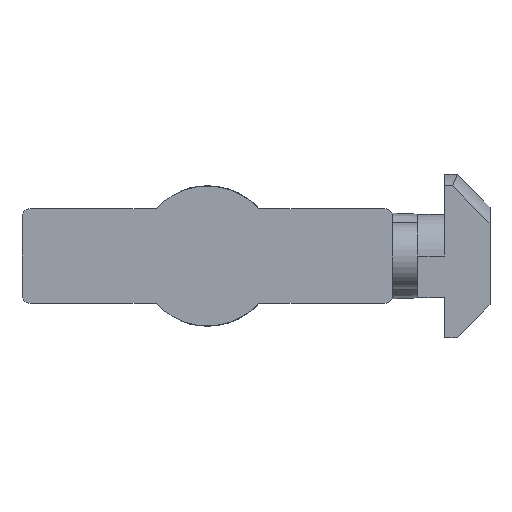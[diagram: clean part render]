
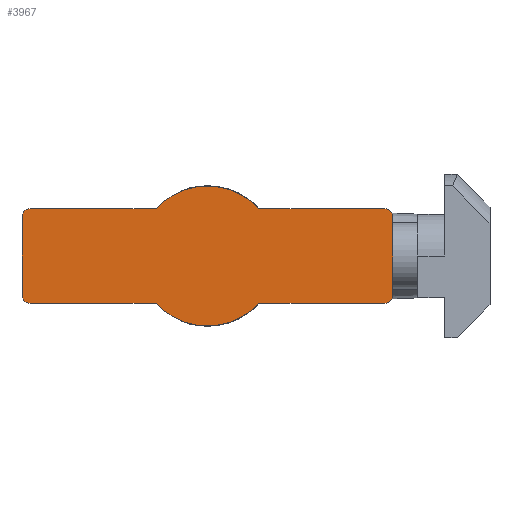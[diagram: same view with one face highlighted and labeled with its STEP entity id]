
A CAD part, front view. The second image highlights one B-rep face of the part: STEP entity #3967.
In plain terms, the highlighted planar face has unit normal (0, -1, 0).
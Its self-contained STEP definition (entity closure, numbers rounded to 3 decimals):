
#167 = LINE ( 'NONE', #1996, #6478 ) ;
#199 = VERTEX_POINT ( 'NONE', #3573 ) ;
#206 = DIRECTION ( 'NONE',  ( 0., 0., 1. ) ) ;
#231 = CARTESIAN_POINT ( 'NONE',  ( -21.3, -20., 4.7 ) ) ;
#365 = CARTESIAN_POINT ( 'NONE',  ( 0., -20., 0. ) ) ;
#473 = DIRECTION ( 'NONE',  ( 0., 1., 0. ) ) ;
#586 = VERTEX_POINT ( 'NONE', #4588 ) ;
#837 = DIRECTION ( 'NONE',  ( -1., 0., 0. ) ) ;
#962 = DIRECTION ( 'NONE',  ( 0., 0., -1. ) ) ;
#1098 = VERTEX_POINT ( 'NONE', #4087 ) ;
#1119 = DIRECTION ( 'NONE',  ( 0., 0., -1. ) ) ;
#1189 = VERTEX_POINT ( 'NONE', #1427 ) ;
#1280 = EDGE_CURVE ( 'NONE', #586, #5951, #3105, .T. ) ;
#1306 = VECTOR ( 'NONE', #837, 1000. ) ;
#1352 = ORIENTED_EDGE ( 'NONE', *, *, #9050, .F. ) ;
#1427 = CARTESIAN_POINT ( 'NONE',  ( 6.17, -20., -5.7 ) ) ;
#1505 = CARTESIAN_POINT ( 'NONE',  ( 0., -20., 0. ) ) ;
#1523 = AXIS2_PLACEMENT_3D ( 'NONE', #3945, #9066, #8327 ) ;
#1934 = CARTESIAN_POINT ( 'NONE',  ( 0., -20., 0. ) ) ;
#1996 = CARTESIAN_POINT ( 'NONE',  ( 0., -20., 5.7 ) ) ;
#2008 = AXIS2_PLACEMENT_3D ( 'NONE', #231, #8203, #962 ) ;
#2117 = ORIENTED_EDGE ( 'NONE', *, *, #7268, .F. ) ;
#2185 = AXIS2_PLACEMENT_3D ( 'NONE', #7673, #8389, #9307 ) ;
#2264 = EDGE_CURVE ( 'NONE', #7868, #1189, #3220, .T. ) ;
#2315 = CARTESIAN_POINT ( 'NONE',  ( -6.17, -20., -5.7 ) ) ;
#2403 = CARTESIAN_POINT ( 'NONE',  ( 0., -20., -5.7 ) ) ;
#2445 = CARTESIAN_POINT ( 'NONE',  ( 22.3, -20., -4.7 ) ) ;
#2547 = DIRECTION ( 'NONE',  ( 0., 0., -1. ) ) ;
#2596 = CARTESIAN_POINT ( 'NONE',  ( -22.3, -20., -4.7 ) ) ;
#2617 = CIRCLE ( 'NONE', #6178, 1. ) ;
#2626 = PLANE ( 'NONE',  #2185 ) ;
#2757 = CARTESIAN_POINT ( 'NONE',  ( -21.3, -20., -5.7 ) ) ;
#2860 = CARTESIAN_POINT ( 'NONE',  ( -22.3, -20., 0. ) ) ;
#3105 = CIRCLE ( 'NONE', #1523, 1. ) ;
#3134 = CARTESIAN_POINT ( 'NONE',  ( 21.3, -20., -5.7 ) ) ;
#3147 = DIRECTION ( 'NONE',  ( 0., 1., 0. ) ) ;
#3159 = EDGE_CURVE ( 'NONE', #7877, #6736, #6373, .T. ) ;
#3220 = LINE ( 'NONE', #8052, #1306 ) ;
#3322 = AXIS2_PLACEMENT_3D ( 'NONE', #3348, #473, #4096 ) ;
#3348 = CARTESIAN_POINT ( 'NONE',  ( 21.3, -20., -4.7 ) ) ;
#3349 = AXIS2_PLACEMENT_3D ( 'NONE', #1505, #3147, #5199 ) ;
#3415 = DIRECTION ( 'NONE',  ( 0., 1., 0. ) ) ;
#3573 = CARTESIAN_POINT ( 'NONE',  ( -21.3, -20., 5.7 ) ) ;
#3644 = VECTOR ( 'NONE', #5930, 1000. ) ;
#3666 = ORIENTED_EDGE ( 'NONE', *, *, #8793, .F. ) ;
#3750 = CARTESIAN_POINT ( 'NONE',  ( 0., -20., 5.7 ) ) ;
#3754 = LINE ( 'NONE', #8287, #6570 ) ;
#3945 = CARTESIAN_POINT ( 'NONE',  ( 21.3, -20., 4.7 ) ) ;
#3967 = ADVANCED_FACE ( 'NONE', ( #5041 ), #2626, .F. ) ;
#4045 = DIRECTION ( 'NONE',  ( 0., 0., -1. ) ) ;
#4087 = CARTESIAN_POINT ( 'NONE',  ( -22.3, -20., 4.7 ) ) ;
#4096 = DIRECTION ( 'NONE',  ( 0., 0., -1. ) ) ;
#4131 = VERTEX_POINT ( 'NONE', #5527 ) ;
#4209 = ORIENTED_EDGE ( 'NONE', *, *, #2264, .F. ) ;
#4455 = CIRCLE ( 'NONE', #3349, 8.4 ) ;
#4475 = ORIENTED_EDGE ( 'NONE', *, *, #7436, .F. ) ;
#4588 = CARTESIAN_POINT ( 'NONE',  ( 21.3, -20., 5.7 ) ) ;
#4759 = EDGE_LOOP ( 'NONE', ( #6866, #5384, #3666, #8446, #1352, #9216, #6888, #6795, #4209, #2117, #8894, #4971, #4475 ) ) ;
#4828 = DIRECTION ( 'NONE',  ( -1., 0., 0. ) ) ;
#4874 = DIRECTION ( 'NONE',  ( 0., 1., 0. ) ) ;
#4971 = ORIENTED_EDGE ( 'NONE', *, *, #1280, .F. ) ;
#5041 = FACE_OUTER_BOUND ( 'NONE', #4759, .T. ) ;
#5199 = DIRECTION ( 'NONE',  ( 0., 0., -1. ) ) ;
#5384 = ORIENTED_EDGE ( 'NONE', *, *, #8615, .F. ) ;
#5527 = CARTESIAN_POINT ( 'NONE',  ( 0., -20., -8.4 ) ) ;
#5670 = VECTOR ( 'NONE', #206, 1000. ) ;
#5930 = DIRECTION ( 'NONE',  ( 1., 0., 0. ) ) ;
#5951 = VERTEX_POINT ( 'NONE', #7233 ) ;
#6029 = CIRCLE ( 'NONE', #6107, 8.4 ) ;
#6107 = AXIS2_PLACEMENT_3D ( 'NONE', #1934, #4874, #4045 ) ;
#6113 = DIRECTION ( 'NONE',  ( 0., 1., 0. ) ) ;
#6178 = AXIS2_PLACEMENT_3D ( 'NONE', #6301, #3415, #7045 ) ;
#6301 = CARTESIAN_POINT ( 'NONE',  ( -21.3, -20., -4.7 ) ) ;
#6373 = LINE ( 'NONE', #2403, #7042 ) ;
#6478 = VECTOR ( 'NONE', #6984, 1000. ) ;
#6570 = VECTOR ( 'NONE', #2547, 1000. ) ;
#6690 = LINE ( 'NONE', #3750, #3644 ) ;
#6736 = VERTEX_POINT ( 'NONE', #2757 ) ;
#6795 = ORIENTED_EDGE ( 'NONE', *, *, #7360, .F. ) ;
#6866 = ORIENTED_EDGE ( 'NONE', *, *, #6881, .F. ) ;
#6881 = EDGE_CURVE ( 'NONE', #7629, #8216, #4455, .T. ) ;
#6888 = ORIENTED_EDGE ( 'NONE', *, *, #8908, .F. ) ;
#6910 = CIRCLE ( 'NONE', #2008, 1. ) ;
#6977 = CARTESIAN_POINT ( 'NONE',  ( 6.17, -20., 5.7 ) ) ;
#6984 = DIRECTION ( 'NONE',  ( 1., 0., 0. ) ) ;
#7042 = VECTOR ( 'NONE', #4828, 1000. ) ;
#7045 = DIRECTION ( 'NONE',  ( 0., 0., -1. ) ) ;
#7118 = VERTEX_POINT ( 'NONE', #2445 ) ;
#7233 = CARTESIAN_POINT ( 'NONE',  ( 22.3, -20., 4.7 ) ) ;
#7268 = EDGE_CURVE ( 'NONE', #7118, #7868, #7592, .T. ) ;
#7321 = VERTEX_POINT ( 'NONE', #2596 ) ;
#7360 = EDGE_CURVE ( 'NONE', #1189, #4131, #6029, .T. ) ;
#7436 = EDGE_CURVE ( 'NONE', #8216, #586, #167, .T. ) ;
#7587 = LINE ( 'NONE', #2860, #5670 ) ;
#7592 = CIRCLE ( 'NONE', #3322, 1. ) ;
#7629 = VERTEX_POINT ( 'NONE', #7950 ) ;
#7673 = CARTESIAN_POINT ( 'NONE',  ( 0., -20., 0. ) ) ;
#7868 = VERTEX_POINT ( 'NONE', #3134 ) ;
#7877 = VERTEX_POINT ( 'NONE', #2315 ) ;
#7950 = CARTESIAN_POINT ( 'NONE',  ( -6.17, -20., 5.7 ) ) ;
#7991 = AXIS2_PLACEMENT_3D ( 'NONE', #365, #6113, #1119 ) ;
#8052 = CARTESIAN_POINT ( 'NONE',  ( 0., -20., -5.7 ) ) ;
#8203 = DIRECTION ( 'NONE',  ( 0., 1., 0. ) ) ;
#8216 = VERTEX_POINT ( 'NONE', #6977 ) ;
#8287 = CARTESIAN_POINT ( 'NONE',  ( 22.3, -20., 0. ) ) ;
#8327 = DIRECTION ( 'NONE',  ( 0., 0., -1. ) ) ;
#8389 = DIRECTION ( 'NONE',  ( 0., 1., 0. ) ) ;
#8393 = EDGE_CURVE ( 'NONE', #7321, #1098, #7587, .T. ) ;
#8446 = ORIENTED_EDGE ( 'NONE', *, *, #8393, .F. ) ;
#8615 = EDGE_CURVE ( 'NONE', #199, #7629, #6690, .T. ) ;
#8793 = EDGE_CURVE ( 'NONE', #1098, #199, #6910, .T. ) ;
#8894 = ORIENTED_EDGE ( 'NONE', *, *, #9019, .F. ) ;
#8908 = EDGE_CURVE ( 'NONE', #4131, #7877, #8958, .T. ) ;
#8958 = CIRCLE ( 'NONE', #7991, 8.4 ) ;
#9019 = EDGE_CURVE ( 'NONE', #5951, #7118, #3754, .T. ) ;
#9050 = EDGE_CURVE ( 'NONE', #6736, #7321, #2617, .T. ) ;
#9066 = DIRECTION ( 'NONE',  ( 0., 1., 0. ) ) ;
#9216 = ORIENTED_EDGE ( 'NONE', *, *, #3159, .F. ) ;
#9307 = DIRECTION ( 'NONE',  ( 0., 0., 1. ) ) ;
